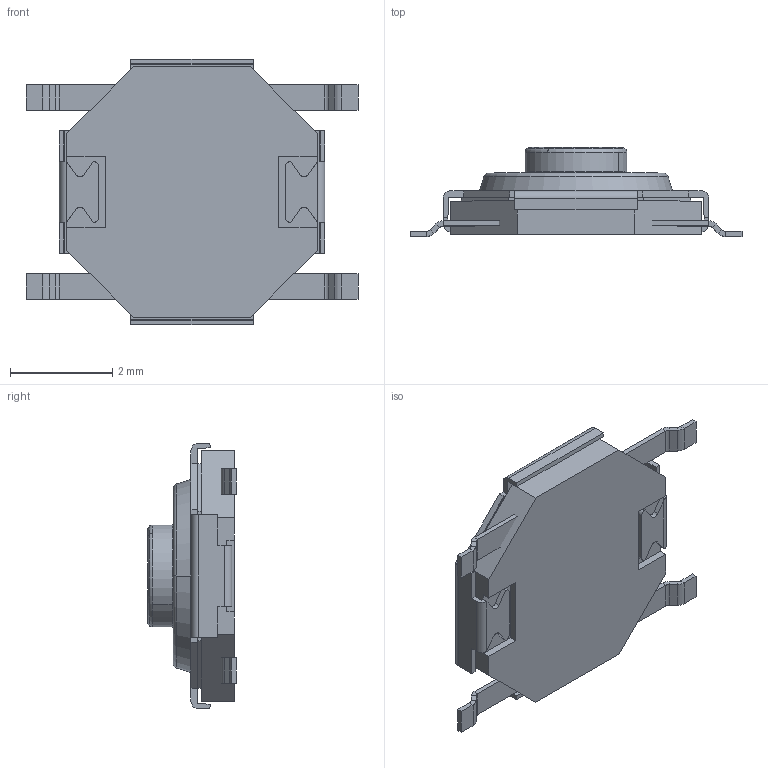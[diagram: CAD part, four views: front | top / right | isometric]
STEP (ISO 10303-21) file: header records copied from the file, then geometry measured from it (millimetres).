
FILE_DESCRIPTION((''),'2;1');
FILE_NAME('1140_1_7_ASM','2023-05-09T',('bu1mech007u'),(''),'PRO/ENGINEER BY PARAMETRIC TECHNOLOGY CORPORATION, 2010180','PRO/ENGINEER BY PARAMETRIC TECHNOLOGY CORPORATION, 2010180','');
FILE_SCHEMA(('CONFIG_CONTROL_DESIGN'));
Length unit declared in the file: millimetre
Products named in the file (11): COVER; STEM; CASE; _X2_5B9E4F53_X0_1-193; _X2_5B9E4F53_X0_1-194; TERMINAL_ASM; T-CASE-1_ASM; DOME_CONTACT_3_5_; PI_FILM; 1140_STP_ASM; 1140_1_7_ASM
Assembly tree (10 placements, depth 5):
  1140_1_7_ASM
    1140_STP_ASM
      COVER
      STEM
      T-CASE-1_ASM
        CASE
        TERMINAL_ASM
          _X2_5B9E4F53_X0_1-193
          _X2_5B9E4F53_X0_1-194
      DOME_CONTACT_3_5_
      PI_FILM
Bounding box: 6.5 x 1.74 x 5.2 mm (x, y, z)
Volume: 19.8 mm3; surface area: 223.2 mm2
Topology: 7 solids, 7 shells, 360 faces, 877 edges, 545 vertices
Faces by surface type: plane 267, cylinder 66, torus 14, cone 10, sphere 3
Entity records: 10664 total; most frequent: CARTESIAN_POINT 1874, DIRECTION 1816, ORIENTED_EDGE 1754, EDGE_CURVE 877, VECTOR 670, LINE 670, AXIS2_PLACEMENT_3D 573, VERTEX_POINT 545
